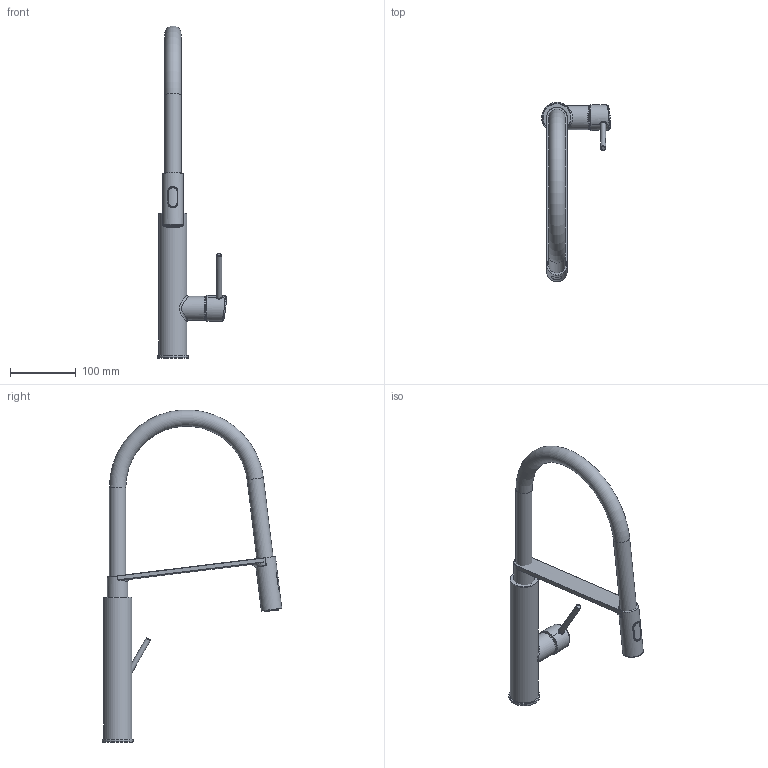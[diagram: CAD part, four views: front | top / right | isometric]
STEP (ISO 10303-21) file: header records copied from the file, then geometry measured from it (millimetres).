
FILE_DESCRIPTION(/* description */ ('Unknown'),/* implementation_level */ '2;1');
FILE_NAME(/* name */ '31491000',/* time_stamp */ '2022-09-01T13:19:10+02:00',/* author */ ('Unknown'),/* organization */ ('GROHE AG'),/* preprocessor_version */ 'ST-DEVELOPER v16.7',/* originating_system */ 'DEX',/* authorisation */ $);
FILE_SCHEMA (('AUTOMOTIVE_DESIGN {1 0 10303 214 3 1 1}'));
Length unit declared in the file: millimetre
Products named in the file (9): 31491000; -oa0_0; Document_0; 55502-00-02; 55502-00-15; Document_1; Document_2; -oa0_1; Document_3
Assembly tree (8 placements, depth 2):
  31491000
    -oa0_0
    Document_0
    55502-00-02
    55502-00-15
    Document_1
    Document_2
    -oa0_1
    Document_3
Bounding box: 105.28 x 274.01 x 506.76 mm (x, y, z)
Volume: 839313.2 mm3; surface area: 141861 mm2
Topology: 8 solids, 9 shells, 853 faces, 2152 edges, 1326 vertices
Faces by surface type: bspline 311, plane 222, cylinder 203, torus 53, sphere 43, cone 21
Full cylindrical faces by diameter (mm): 2.35 x20, 7.819 x1, 15 x1, 16 x1, 16.5 x1, 22.4 x1, 25 x2, 29.4 x1, 31.4 x2, 36.6 x1, 43 x1, 47 x1
Entity records: 80131 total; most frequent: CARTESIAN_POINT 57229, ORIENTED_EDGE 4112, DIRECTION 2572, EDGE_CURVE 2056, VERTEX_POINT 1296, B_SPLINE_CURVE_WITH_KNOTS 1070, AXIS2_PLACEMENT_3D 1035, FACE_BOUND 930
